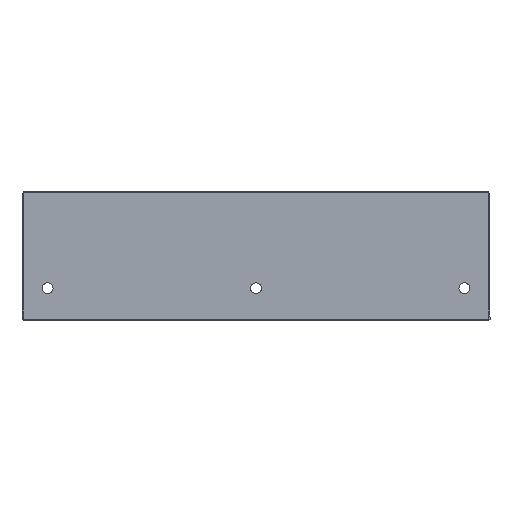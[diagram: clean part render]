
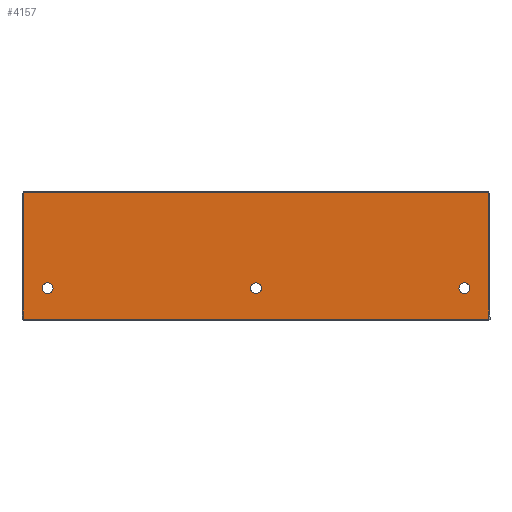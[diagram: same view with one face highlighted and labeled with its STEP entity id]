
A CAD part, top view. The second image highlights one B-rep face of the part: STEP entity #4157.
In plain terms, the highlighted face is planar.
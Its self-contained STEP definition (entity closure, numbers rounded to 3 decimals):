
#82=FACE_BOUND('',#612,.T.);
#83=FACE_BOUND('',#613,.T.);
#84=FACE_BOUND('',#614,.T.);
#167=PLANE('',#4468);
#346=FACE_OUTER_BOUND('',#611,.T.);
#611=EDGE_LOOP('',(#3172,#3173,#3174,#3175));
#612=EDGE_LOOP('',(#3176));
#613=EDGE_LOOP('',(#3177));
#614=EDGE_LOOP('',(#3178));
#875=LINE('',#6190,#1331);
#876=LINE('',#6193,#1332);
#949=LINE('',#6334,#1405);
#962=LINE('',#6356,#1418);
#1331=VECTOR('',#4914,10.);
#1332=VECTOR('',#4917,10.);
#1405=VECTOR('',#5044,10.);
#1418=VECTOR('',#5075,1000.);
#1753=CIRCLE('',#4458,1.7);
#1755=CIRCLE('',#4462,1.7);
#1757=CIRCLE('',#4466,1.7);
#1919=VERTEX_POINT('',#6165);
#1925=VERTEX_POINT('',#6185);
#1926=VERTEX_POINT('',#6192);
#1936=VERTEX_POINT('',#6224);
#1980=VERTEX_POINT('',#6394);
#1982=VERTEX_POINT('',#6402);
#1984=VERTEX_POINT('',#6410);
#2303=EDGE_CURVE('',#1919,#1925,#875,.T.);
#2304=EDGE_CURVE('',#1926,#1919,#876,.T.);
#2377=EDGE_CURVE('',#1925,#1936,#949,.T.);
#2390=EDGE_CURVE('',#1926,#1936,#962,.T.);
#2407=EDGE_CURVE('',#1980,#1980,#1753,.T.);
#2411=EDGE_CURVE('',#1982,#1982,#1755,.T.);
#2415=EDGE_CURVE('',#1984,#1984,#1757,.T.);
#3172=ORIENTED_EDGE('',*,*,#2304,.F.);
#3173=ORIENTED_EDGE('',*,*,#2390,.T.);
#3174=ORIENTED_EDGE('',*,*,#2377,.F.);
#3175=ORIENTED_EDGE('',*,*,#2303,.F.);
#3176=ORIENTED_EDGE('',*,*,#2411,.F.);
#3177=ORIENTED_EDGE('',*,*,#2415,.F.);
#3178=ORIENTED_EDGE('',*,*,#2407,.F.);
#4157=ADVANCED_FACE('',(#346,#82,#83,#84),#167,.F.);
#4458=AXIS2_PLACEMENT_3D('',#6396,#5116,#5117);
#4462=AXIS2_PLACEMENT_3D('',#6404,#5126,#5127);
#4466=AXIS2_PLACEMENT_3D('',#6412,#5136,#5137);
#4468=AXIS2_PLACEMENT_3D('',#6414,#5140,#5141);
#4914=DIRECTION('',(-1.,0.,0.));
#4917=DIRECTION('',(0.,0.,-1.));
#5044=DIRECTION('',(0.,0.,1.));
#5075=DIRECTION('',(-1.,0.,0.));
#5116=DIRECTION('center_axis',(0.,-1.,0.));
#5117=DIRECTION('ref_axis',(-1.,0.,0.));
#5126=DIRECTION('center_axis',(0.,-1.,0.));
#5127=DIRECTION('ref_axis',(-1.,0.,0.));
#5136=DIRECTION('center_axis',(0.,-1.,0.));
#5137=DIRECTION('ref_axis',(-1.,0.,0.));
#5140=DIRECTION('center_axis',(0.,1.,0.));
#5141=DIRECTION('ref_axis',(0.,0.,1.));
#6165=CARTESIAN_POINT('',(72.586,5.,185.4));
#6185=CARTESIAN_POINT('',(-72.586,5.,185.4));
#6190=CARTESIAN_POINT('',(-92.5,5.,185.4));
#6192=CARTESIAN_POINT('',(72.586,5.,224.782));
#6193=CARTESIAN_POINT('',(72.586,5.,112.5));
#6224=CARTESIAN_POINT('',(-72.586,5.,224.782));
#6334=CARTESIAN_POINT('',(-72.586,5.,112.5));
#6356=CARTESIAN_POINT('',(0.,5.,224.782));
#6394=CARTESIAN_POINT('',(66.7,5.,195.));
#6396=CARTESIAN_POINT('Origin',(65.,5.,195.));
#6402=CARTESIAN_POINT('',(-63.3,5.,195.));
#6404=CARTESIAN_POINT('Origin',(-65.,5.,195.));
#6410=CARTESIAN_POINT('',(1.7,5.,195.));
#6412=CARTESIAN_POINT('Origin',(0.,5.,
195.));
#6414=CARTESIAN_POINT('Origin',(0.,5.,0.));
